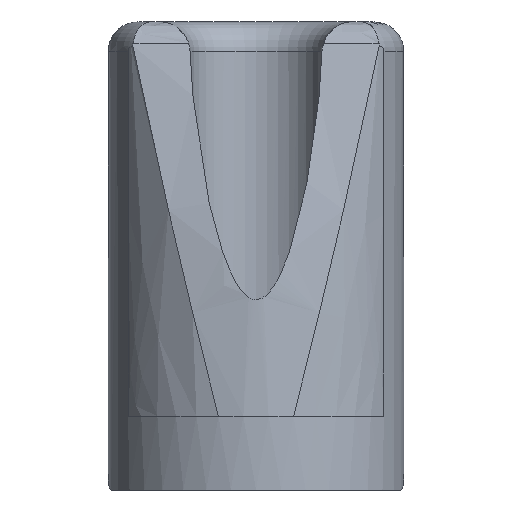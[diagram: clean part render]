
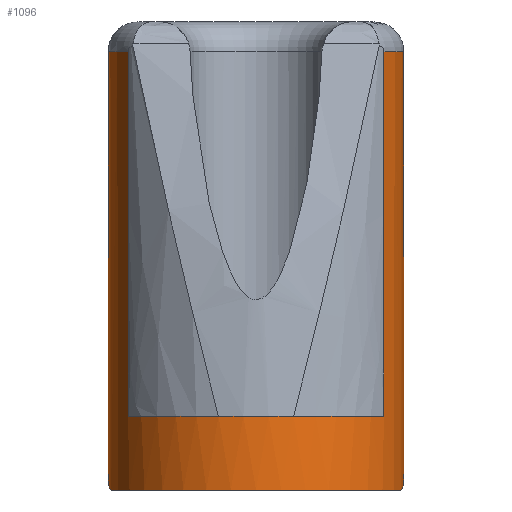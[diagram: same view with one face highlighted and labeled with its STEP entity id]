
A CAD part, left-side view. The second image highlights one B-rep face of the part: STEP entity #1096.
In plain terms, the highlighted cylindrical face has radius 12.7 mm (diameter 25.4 mm), a partial arc.
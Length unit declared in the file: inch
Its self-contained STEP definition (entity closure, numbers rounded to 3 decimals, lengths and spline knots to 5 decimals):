
#87=FACE_OUTER_BOUND('',#145,.T.);
#145=EDGE_LOOP('',(#881,#882,#883,#884,#885,#886,#887,#888,#889,#890,#891,
#892,#893,#894,#895,#896));
#177=CIRCLE('',#1157,0.5);
#196=CIRCLE('',#1184,0.5);
#198=CIRCLE('',#1187,0.5);
#199=CIRCLE('',#1190,0.5);
#200=CIRCLE('',#1191,0.5);
#201=CIRCLE('',#1192,0.5);
#284=B_SPLINE_CURVE_WITH_KNOTS('',3,(#2630,#2631,#2632,#2633,#2634,#2635,
#2636,#2637,#2638,#2639),.UNSPECIFIED.,.F.,.F.,(4,2,2,2,4),(1.16774,
1.26424,1.36074,1.45644,1.55214),
 .UNSPECIFIED.);
#285=B_SPLINE_CURVE_WITH_KNOTS('',3,(#2643,#2644,#2645,#2646,#2647,#2648,
#2649,#2650,#2651,#2652),.UNSPECIFIED.,.F.,.F.,(4,2,2,2,4),(1.55214,
1.64785,1.74355,1.84005,1.93655),
 .UNSPECIFIED.);
#325=LINE('',#2616,#375);
#326=LINE('',#2618,#376);
#327=LINE('',#2623,#377);
#328=LINE('',#2624,#378);
#329=LINE('',#2626,#379);
#330=LINE('',#2628,#380);
#331=LINE('',#2654,#381);
#332=LINE('',#2655,#382);
#375=VECTOR('',#1361,0.3937);
#376=VECTOR('',#1362,0.3937);
#377=VECTOR('',#1367,0.3937);
#378=VECTOR('',#1368,0.3937);
#379=VECTOR('',#1369,0.3937);
#380=VECTOR('',#1370,0.3937);
#381=VECTOR('',#1373,0.3937);
#382=VECTOR('',#1374,0.3937);
#440=VERTEX_POINT('',#2018);
#441=VERTEX_POINT('',#2031);
#492=VERTEX_POINT('',#2582);
#493=VERTEX_POINT('',#2587);
#494=VERTEX_POINT('',#2594);
#495=VERTEX_POINT('',#2596);
#496=VERTEX_POINT('',#2615);
#497=VERTEX_POINT('',#2617);
#498=VERTEX_POINT('',#2620);
#499=VERTEX_POINT('',#2622);
#500=VERTEX_POINT('',#2625);
#501=VERTEX_POINT('',#2627);
#502=VERTEX_POINT('',#2629);
#503=VERTEX_POINT('',#2640);
#504=VERTEX_POINT('',#2642);
#505=VERTEX_POINT('',#2653);
#569=EDGE_CURVE('',#440,#441,#177,.T.);
#639=EDGE_CURVE('',#492,#493,#196,.T.);
#642=EDGE_CURVE('',#494,#495,#198,.T.);
#645=EDGE_CURVE('',#496,#440,#325,.T.);
#646=EDGE_CURVE('',#497,#496,#326,.T.);
#647=EDGE_CURVE('',#493,#497,#199,.T.);
#648=EDGE_CURVE('',#498,#492,#200,.T.);
#649=EDGE_CURVE('',#498,#499,#327,.T.);
#650=EDGE_CURVE('',#499,#495,#328,.T.);
#651=EDGE_CURVE('',#500,#494,#329,.T.);
#652=EDGE_CURVE('',#500,#501,#330,.T.);
#653=EDGE_CURVE('',#502,#501,#284,.T.);
#654=EDGE_CURVE('',#503,#502,#201,.T.);
#655=EDGE_CURVE('',#504,#503,#285,.T.);
#656=EDGE_CURVE('',#505,#504,#331,.T.);
#657=EDGE_CURVE('',#505,#441,#332,.T.);
#881=ORIENTED_EDGE('',*,*,#569,.F.);
#882=ORIENTED_EDGE('',*,*,#645,.F.);
#883=ORIENTED_EDGE('',*,*,#646,.F.);
#884=ORIENTED_EDGE('',*,*,#647,.F.);
#885=ORIENTED_EDGE('',*,*,#639,.F.);
#886=ORIENTED_EDGE('',*,*,#648,.F.);
#887=ORIENTED_EDGE('',*,*,#649,.T.);
#888=ORIENTED_EDGE('',*,*,#650,.T.);
#889=ORIENTED_EDGE('',*,*,#642,.F.);
#890=ORIENTED_EDGE('',*,*,#651,.F.);
#891=ORIENTED_EDGE('',*,*,#652,.T.);
#892=ORIENTED_EDGE('',*,*,#653,.F.);
#893=ORIENTED_EDGE('',*,*,#654,.F.);
#894=ORIENTED_EDGE('',*,*,#655,.F.);
#895=ORIENTED_EDGE('',*,*,#656,.F.);
#896=ORIENTED_EDGE('',*,*,#657,.T.);
#1055=CYLINDRICAL_SURFACE('',#1189,0.5);
#1096=ADVANCED_FACE('',(#87),#1055,.T.);
#1157=AXIS2_PLACEMENT_3D('',#2032,#1282,#1283);
#1184=AXIS2_PLACEMENT_3D('',#2588,#1348,#1349);
#1187=AXIS2_PLACEMENT_3D('',#2597,#1354,#1355);
#1189=AXIS2_PLACEMENT_3D('',#2614,#1359,#1360);
#1190=AXIS2_PLACEMENT_3D('',#2619,#1363,#1364);
#1191=AXIS2_PLACEMENT_3D('',#2621,#1365,#1366);
#1192=AXIS2_PLACEMENT_3D('',#2641,#1371,#1372);
#1282=DIRECTION('center_axis',(0.,0.,1.));
#1283=DIRECTION('ref_axis',(-0.176,-0.984,0.));
#1348=DIRECTION('center_axis',(0.,0.,1.));
#1349=DIRECTION('ref_axis',(0.,1.,0.));
#1354=DIRECTION('center_axis',(0.,0.,1.));
#1355=DIRECTION('ref_axis',(-0.259,0.966,0.));
#1359=DIRECTION('center_axis',(0.,0.,1.));
#1360=DIRECTION('ref_axis',(0.,1.,0.));
#1361=DIRECTION('',(0.,0.,1.));
#1362=DIRECTION('',(0.,0.,1.));
#1363=DIRECTION('center_axis',(0.,0.,1.));
#1364=DIRECTION('ref_axis',(0.,1.,0.));
#1365=DIRECTION('center_axis',(0.,0.,1.));
#1366=DIRECTION('ref_axis',(0.,1.,0.));
#1367=DIRECTION('',(0.,0.,1.));
#1368=DIRECTION('',(0.,0.,1.));
#1369=DIRECTION('',(0.,0.,1.));
#1370=DIRECTION('',(0.,0.,-1.));
#1371=DIRECTION('center_axis',(0.,0.,-1.));
#1372=DIRECTION('ref_axis',(0.,1.,0.));
#1373=DIRECTION('',(0.,0.,-1.));
#1374=DIRECTION('',(0.,0.,1.));
#2018=CARTESIAN_POINT('',(-2.25,-0.43301,0.15));
#2031=CARTESIAN_POINT('',(-2.,-0.5,0.15));
#2032=CARTESIAN_POINT('Origin',(-2.,0.,0.15));
#2582=CARTESIAN_POINT('',(-2.48361,0.12695,-1.08333));
#2587=CARTESIAN_POINT('',(-2.48361,-0.12695,-1.08333));
#2588=CARTESIAN_POINT('Origin',(-2.,0.,-1.08333));
#2594=CARTESIAN_POINT('',(-2.,0.5,0.15));
#2596=CARTESIAN_POINT('',(-2.25,0.43301,0.15));
#2597=CARTESIAN_POINT('Origin',(-2.,0.,0.15));
#2614=CARTESIAN_POINT('Origin',(-2.,0.,0.));
#2615=CARTESIAN_POINT('',(-2.25,-0.43301,-0.40164));
#2616=CARTESIAN_POINT('',(-2.25,-0.43301,0.));
#2617=CARTESIAN_POINT('',(-2.25,-0.43301,-1.08333));
#2618=CARTESIAN_POINT('',(-2.25,-0.43301,0.));
#2619=CARTESIAN_POINT('Origin',(-2.,0.,-1.08333));
#2620=CARTESIAN_POINT('',(-2.25,0.43301,-1.08333));
#2621=CARTESIAN_POINT('Origin',(-2.,0.,-1.08333));
#2622=CARTESIAN_POINT('',(-2.25,0.43301,-0.40164));
#2623=CARTESIAN_POINT('',(-2.25,0.43301,0.));
#2624=CARTESIAN_POINT('',(-2.25,0.43301,0.));
#2625=CARTESIAN_POINT('',(-2.,0.5,0.));
#2626=CARTESIAN_POINT('',(-2.,0.5,0.));
#2627=CARTESIAN_POINT('',(-2.,0.5,-1.23333));
#2628=CARTESIAN_POINT('',(-2.,0.5,0.));
#2629=CARTESIAN_POINT('',(-2.1,0.4899,-1.33333));
#2630=CARTESIAN_POINT('Ctrl Pts',(-2.1,0.4899,-1.33333));
#2631=CARTESIAN_POINT('Ctrl Pts',(-2.08759,0.49243,-1.33333));
#2632=CARTESIAN_POINT('Ctrl Pts',(-2.07424,0.49461,-1.33088));
#2633=CARTESIAN_POINT('Ctrl Pts',(-2.04956,0.49769,-1.32071));
#2634=CARTESIAN_POINT('Ctrl Pts',(-2.03824,0.49862,-1.31299));
#2635=CARTESIAN_POINT('Ctrl Pts',(-2.02042,0.49966,-1.29517));
#2636=CARTESIAN_POINT('Ctrl Pts',(-2.01272,0.49986,-1.28393));
#2637=CARTESIAN_POINT('Ctrl Pts',(-2.00251,0.50002,-1.25929));
#2638=CARTESIAN_POINT('Ctrl Pts',(-2.,0.5,-1.24589));
#2639=CARTESIAN_POINT('Ctrl Pts',(-2.,0.5,-1.23333));
#2640=CARTESIAN_POINT('',(-2.1,-0.4899,-1.33333));
#2641=CARTESIAN_POINT('Origin',(-2.,0.,-1.33333));
#2642=CARTESIAN_POINT('',(-2.,-0.5,-1.23333));
#2643=CARTESIAN_POINT('Ctrl Pts',(-2.,-0.5,-1.23333));
#2644=CARTESIAN_POINT('Ctrl Pts',(-2.,-0.5,-1.24589));
#2645=CARTESIAN_POINT('Ctrl Pts',(-2.00251,-0.50002,
-1.25929));
#2646=CARTESIAN_POINT('Ctrl Pts',(-2.01272,-0.49986,
-1.28393));
#2647=CARTESIAN_POINT('Ctrl Pts',(-2.02042,-0.49966,
-1.29517));
#2648=CARTESIAN_POINT('Ctrl Pts',(-2.03824,-0.49862,
-1.31299));
#2649=CARTESIAN_POINT('Ctrl Pts',(-2.04956,-0.49769,
-1.32071));
#2650=CARTESIAN_POINT('Ctrl Pts',(-2.07424,-0.49461,
-1.33088));
#2651=CARTESIAN_POINT('Ctrl Pts',(-2.08759,-0.49243,
-1.33333));
#2652=CARTESIAN_POINT('Ctrl Pts',(-2.1,-0.4899,-1.33333));
#2653=CARTESIAN_POINT('',(-2.,-0.5,0.));
#2654=CARTESIAN_POINT('',(-2.,-0.5,0.));
#2655=CARTESIAN_POINT('',(-2.,-0.5,0.));
